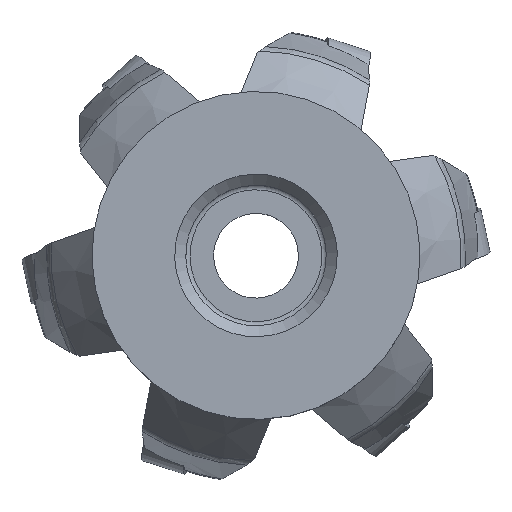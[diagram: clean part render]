
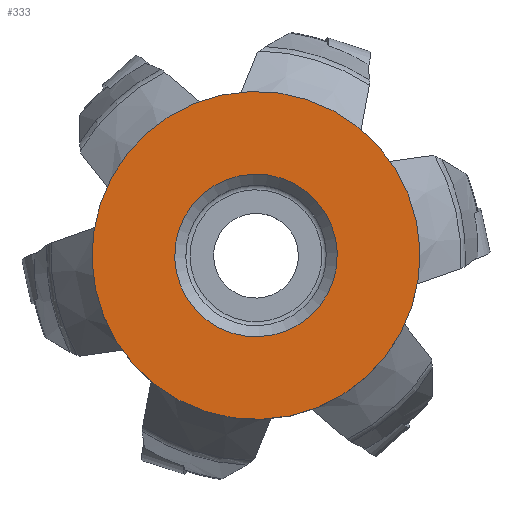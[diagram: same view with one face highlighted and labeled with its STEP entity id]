
A CAD part, top view. The second image highlights one B-rep face of the part: STEP entity #333.
In plain terms, the highlighted planar face has unit normal (0, 0, 1).
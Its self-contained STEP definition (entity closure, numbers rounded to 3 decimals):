
#246=PLANE('',#1965);
#284=FACE_BOUND('',#533,.T.);
#285=FACE_BOUND('',#534,.T.);
#333=ADVANCED_FACE('CU_BCK',(#284,#285),#246,.T.);
#533=EDGE_LOOP('',(#804));
#534=EDGE_LOOP('',(#805));
#668=CIRCLE('',#1963,11.03);
#669=CIRCLE('',#1964,22.25);
#804=ORIENTED_EDGE('',*,*,#1494,.F.);
#805=ORIENTED_EDGE('',*,*,#1495,.F.);
#1316=VERTEX_POINT('',#3032);
#1317=VERTEX_POINT('',#3034);
#1494=EDGE_CURVE('',#1316,#1316,#668,.T.);
#1495=EDGE_CURVE('',#1317,#1317,#669,.T.);
#1963=AXIS2_PLACEMENT_3D('',#3031,#2203,#2204);
#1964=AXIS2_PLACEMENT_3D('',#3033,#2205,#2206);
#1965=AXIS2_PLACEMENT_3D('',#3035,#2207,#2208);
#2203=DIRECTION('',(0.,0.,1.));
#2204=DIRECTION('',(-0.208,0.978,0.));
#2205=DIRECTION('',(0.,0.,-1.));
#2206=DIRECTION('',(-0.208,0.978,0.));
#2207=DIRECTION('',(0.,0.,1.));
#2208=DIRECTION('',(-0.208,0.978,0.));
#3031=CARTESIAN_POINT('',(0.,0.,0.));
#3032=CARTESIAN_POINT('',(-2.293,10.789,0.));
#3033=CARTESIAN_POINT('',(0.,0.,0.));
#3034=CARTESIAN_POINT('',(-4.626,21.764,0.));
#3035=CARTESIAN_POINT('',(-22.25,0.,0.));
